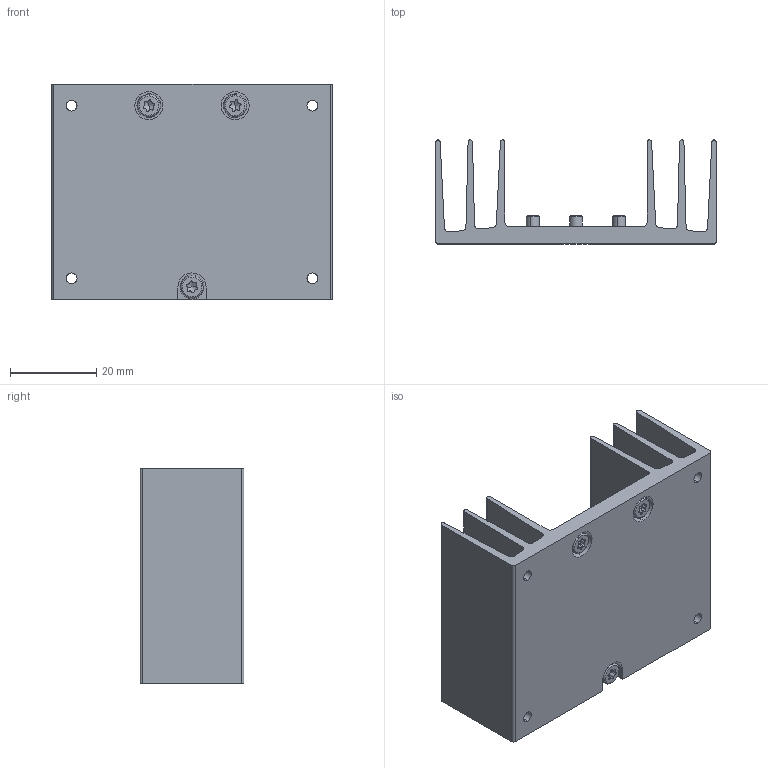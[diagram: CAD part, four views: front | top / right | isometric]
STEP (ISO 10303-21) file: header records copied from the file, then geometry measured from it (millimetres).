
FILE_DESCRIPTION (( 'STEP AP214' ), '1' );
FILE_NAME ('16709 - Evaluation Heatsink Set for Alvium G5.STEP', '2022-03-11T10:15:18', ( '' ), ( '' ), 'SwSTEP 2.0', 'SolidWorks 2020', '' );
FILE_SCHEMA (( 'AUTOMOTIVE_DESIGN' ));
Length unit declared in the file: millimetre
Products named in the file (1): 16709 - Evaluation Heatsink Set for Alvium G5
Bounding box: 65 x 24.03 x 50 mm (x, y, z)
Volume: 21139.4 mm3; surface area: 20003.3 mm2
Topology: 4 solids, 4 shells, 150 faces, 387 edges, 247 vertices
Faces by surface type: cylinder 86, plane 34, cone 18, torus 12
Entity records: 6546 total; most frequent: CARTESIAN_POINT 1133, DIRECTION 797, ORIENTED_EDGE 762, EDGE_CURVE 381, AXIS2_PLACEMENT_3D 315, VERTEX_POINT 247, EDGE_LOOP 172, LINE 167
